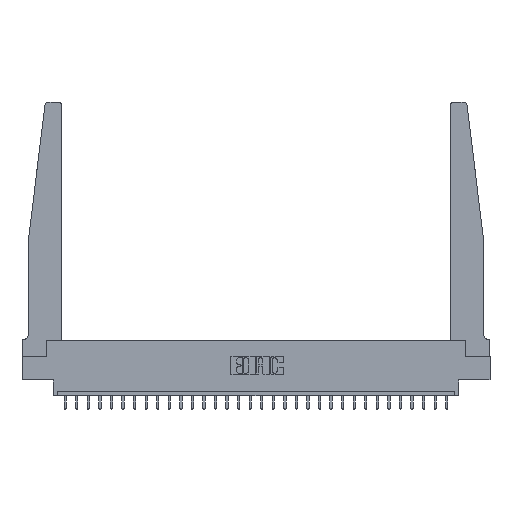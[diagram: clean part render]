
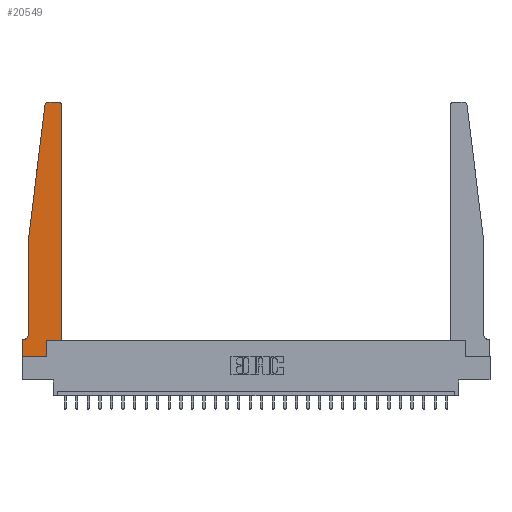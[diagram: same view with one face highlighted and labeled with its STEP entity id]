
A CAD part, top view. The second image highlights one B-rep face of the part: STEP entity #20549.
In plain terms, the highlighted planar face has unit normal (0, 0, 1).
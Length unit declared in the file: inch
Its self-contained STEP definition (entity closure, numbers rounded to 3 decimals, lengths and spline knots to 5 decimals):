
#83 = ORIENTED_EDGE ( 'NONE', *, *, #14967, .T. ) ;
#146 = CARTESIAN_POINT ( 'NONE',  ( 0.425, 0.18, 0.37 ) ) ;
#165 = VERTEX_POINT ( 'NONE', #8418 ) ;
#287 = VERTEX_POINT ( 'NONE', #11898 ) ;
#380 = CARTESIAN_POINT ( 'NONE',  ( 0.425, 0.18, 0.37 ) ) ;
#555 = AXIS2_PLACEMENT_3D ( 'NONE', #15398, #26097, #23628 ) ;
#584 = DIRECTION ( 'NONE',  ( 0., 0., 1. ) ) ;
#629 = CARTESIAN_POINT ( 'NONE',  ( 0.2605, 0.18, 0.37 ) ) ;
#817 = VECTOR ( 'NONE', #11304, 39.37008 ) ;
#1072 = ORIENTED_EDGE ( 'NONE', *, *, #23912, .T. ) ;
#1512 = CIRCLE ( 'NONE', #2171, 0.05 ) ;
#1691 = VECTOR ( 'NONE', #13182, 39.37008 ) ;
#1932 = VECTOR ( 'NONE', #14241, 39.37008 ) ;
#1979 = EDGE_CURVE ( 'NONE', #2210, #22159, #1512, .T. ) ;
#2053 = CARTESIAN_POINT ( 'NONE',  ( 0., 0., 0.37 ) ) ;
#2087 = DIRECTION ( 'NONE',  ( -1., 0., 0. ) ) ;
#2171 = AXIS2_PLACEMENT_3D ( 'NONE', #16946, #14940, #25267 ) ;
#2210 = VERTEX_POINT ( 'NONE', #24979 ) ;
#3047 = CIRCLE ( 'NONE', #555, 0.03 ) ;
#3237 = LINE ( 'NONE', #25363, #24807 ) ;
#4032 = VERTEX_POINT ( 'NONE', #629 ) ;
#4146 = VECTOR ( 'NONE', #16812, 39.37008 ) ;
#4694 = CARTESIAN_POINT ( 'NONE',  ( 0.24675, 2.72367, 0.37 ) ) ;
#5020 = LINE ( 'NONE', #21702, #817 ) ;
#6856 = EDGE_CURVE ( 'NONE', #22159, #165, #24166, .T. ) ;
#6936 = PLANE ( 'NONE',  #21963 ) ;
#7027 = EDGE_CURVE ( 'NONE', #17283, #4032, #3237, .T. ) ;
#7693 = VECTOR ( 'NONE', #11753, 39.37008 ) ;
#8108 = DIRECTION ( 'NONE',  ( -0.122, -0.992, 0. ) ) ;
#8418 = CARTESIAN_POINT ( 'NONE',  ( 0., 0.1875, 0.37 ) ) ;
#8662 = EDGE_CURVE ( 'NONE', #8764, #14168, #8966, .T. ) ;
#8764 = VERTEX_POINT ( 'NONE', #25982 ) ;
#8966 = CIRCLE ( 'NONE', #25048, 0.03 ) ;
#9405 = EDGE_CURVE ( 'NONE', #165, #24714, #5020, .T. ) ;
#9819 = VERTEX_POINT ( 'NONE', #146 ) ;
#9975 = LINE ( 'NONE', #24536, #7693 ) ;
#10431 = CARTESIAN_POINT ( 'NONE',  ( 0.015, 0.1875, 0.37 ) ) ;
#10450 = DIRECTION ( 'NONE',  ( 0., 1., 0. ) ) ;
#11006 = CARTESIAN_POINT ( 'NONE',  ( 0.395, 2.75, 0.37 ) ) ;
#11064 = CARTESIAN_POINT ( 'NONE',  ( 0.395, 2.72, 0.37 ) ) ;
#11184 = ORIENTED_EDGE ( 'NONE', *, *, #7027, .T. ) ;
#11226 = CARTESIAN_POINT ( 'NONE',  ( 0.065, 1.25, 0.37 ) ) ;
#11304 = DIRECTION ( 'NONE',  ( 0., -1., 0. ) ) ;
#11388 = CARTESIAN_POINT ( 'NONE',  ( 0.2605, 0., 0.37 ) ) ;
#11753 = DIRECTION ( 'NONE',  ( 1., 0., 0. ) ) ;
#11898 = CARTESIAN_POINT ( 'NONE',  ( 0.27653, 2.75, 0.37 ) ) ;
#12136 = ORIENTED_EDGE ( 'NONE', *, *, #25504, .T. ) ;
#12321 = CARTESIAN_POINT ( 'NONE',  ( 0.065, 0.1875, 0.37 ) ) ;
#12335 = ORIENTED_EDGE ( 'NONE', *, *, #6856, .T. ) ;
#12349 = EDGE_CURVE ( 'NONE', #9819, #8764, #15934, .T. ) ;
#13170 = DIRECTION ( 'NONE',  ( 1., 0., 0. ) ) ;
#13182 = DIRECTION ( 'NONE',  ( 1., 0., 0. ) ) ;
#13346 = ORIENTED_EDGE ( 'NONE', *, *, #9405, .T. ) ;
#13609 = VECTOR ( 'NONE', #2087, 39.37008 ) ;
#13669 = ORIENTED_EDGE ( 'NONE', *, *, #8662, .T. ) ;
#14082 = ORIENTED_EDGE ( 'NONE', *, *, #12349, .T. ) ;
#14168 = VERTEX_POINT ( 'NONE', #11006 ) ;
#14241 = DIRECTION ( 'NONE',  ( -1., 0., 0. ) ) ;
#14408 = CARTESIAN_POINT ( 'NONE',  ( 0.25, 2.75, 0.37 ) ) ;
#14940 = DIRECTION ( 'NONE',  ( 0., 0., -1. ) ) ;
#14967 = EDGE_CURVE ( 'NONE', #15817, #23640, #19976, .T. ) ;
#15178 = CARTESIAN_POINT ( 'NONE',  ( 0.425, 0.18, 0.37 ) ) ;
#15398 = CARTESIAN_POINT ( 'NONE',  ( 0.27653, 2.72, 0.37 ) ) ;
#15515 = EDGE_LOOP ( 'NONE', ( #1072, #12136, #83, #24155, #26479, #12335, #13346, #22404, #11184, #19788, #14082, #13669 ) ) ;
#15751 = LINE ( 'NONE', #18714, #17701 ) ;
#15817 = VERTEX_POINT ( 'NONE', #4694 ) ;
#15934 = LINE ( 'NONE', #380, #4146 ) ;
#16187 = CARTESIAN_POINT ( 'NONE',  ( 0.065, 1.25, 0.37 ) ) ;
#16812 = DIRECTION ( 'NONE',  ( 0., 1., 0. ) ) ;
#16946 = CARTESIAN_POINT ( 'NONE',  ( 0.015, 0.2375, 0.37 ) ) ;
#17283 = VERTEX_POINT ( 'NONE', #11388 ) ;
#17701 = VECTOR ( 'NONE', #20988, 39.37008 ) ;
#17855 = EDGE_CURVE ( 'NONE', #4032, #9819, #25208, .T. ) ;
#18714 = CARTESIAN_POINT ( 'NONE',  ( 0.065, 1.25, 0.37 ) ) ;
#19362 = DIRECTION ( 'NONE',  ( 0., 0., 1. ) ) ;
#19550 = CARTESIAN_POINT ( 'NONE',  ( 0., 0.1875, 0.37 ) ) ;
#19788 = ORIENTED_EDGE ( 'NONE', *, *, #17855, .T. ) ;
#19976 = LINE ( 'NONE', #16187, #21621 ) ;
#20549 = ADVANCED_FACE ( 'NONE', ( #23141 ), #6936, .T. ) ;
#20735 = LINE ( 'NONE', #14408, #13609 ) ;
#20988 = DIRECTION ( 'NONE',  ( 0., -1., 0. ) ) ;
#21621 = VECTOR ( 'NONE', #8108, 39.37008 ) ;
#21702 = CARTESIAN_POINT ( 'NONE',  ( 0., 0., 0.37 ) ) ;
#21796 = EDGE_CURVE ( 'NONE', #24714, #17283, #9975, .T. ) ;
#21963 = AXIS2_PLACEMENT_3D ( 'NONE', #19550, #584, #25800 ) ;
#22159 = VERTEX_POINT ( 'NONE', #10431 ) ;
#22404 = ORIENTED_EDGE ( 'NONE', *, *, #21796, .T. ) ;
#23141 = FACE_OUTER_BOUND ( 'NONE', #15515, .T. ) ;
#23628 = DIRECTION ( 'NONE',  ( 1., 0., 0. ) ) ;
#23640 = VERTEX_POINT ( 'NONE', #11226 ) ;
#23912 = EDGE_CURVE ( 'NONE', #14168, #287, #20735, .T. ) ;
#24155 = ORIENTED_EDGE ( 'NONE', *, *, #25873, .T. ) ;
#24166 = LINE ( 'NONE', #12321, #1932 ) ;
#24536 = CARTESIAN_POINT ( 'NONE',  ( 0., 0., 0.37 ) ) ;
#24714 = VERTEX_POINT ( 'NONE', #2053 ) ;
#24807 = VECTOR ( 'NONE', #10450, 39.37008 ) ;
#24979 = CARTESIAN_POINT ( 'NONE',  ( 0.065, 0.2375, 0.37 ) ) ;
#25048 = AXIS2_PLACEMENT_3D ( 'NONE', #11064, #19362, #13170 ) ;
#25208 = LINE ( 'NONE', #15178, #1691 ) ;
#25267 = DIRECTION ( 'NONE',  ( -1., 0., 0. ) ) ;
#25363 = CARTESIAN_POINT ( 'NONE',  ( 0.2605, 0.18, 0.37 ) ) ;
#25504 = EDGE_CURVE ( 'NONE', #287, #15817, #3047, .T. ) ;
#25800 = DIRECTION ( 'NONE',  ( 1., 0., 0. ) ) ;
#25873 = EDGE_CURVE ( 'NONE', #23640, #2210, #15751, .T. ) ;
#25982 = CARTESIAN_POINT ( 'NONE',  ( 0.425, 2.72, 0.37 ) ) ;
#26097 = DIRECTION ( 'NONE',  ( 0., 0., 1. ) ) ;
#26479 = ORIENTED_EDGE ( 'NONE', *, *, #1979, .T. ) ;
